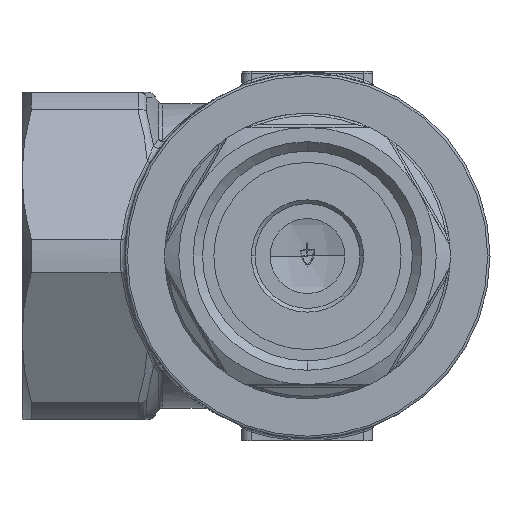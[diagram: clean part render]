
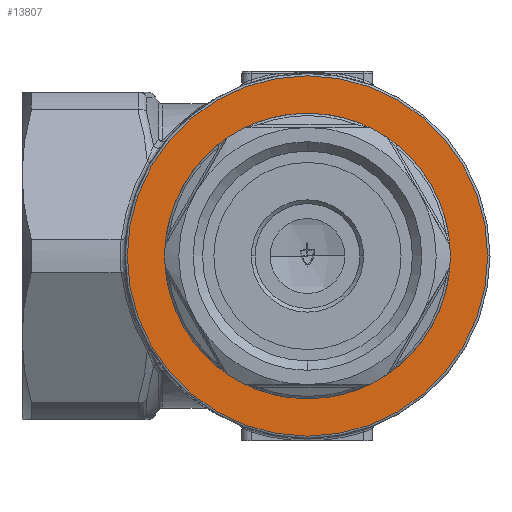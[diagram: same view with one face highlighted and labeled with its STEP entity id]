
A CAD part, front view. The second image highlights one B-rep face of the part: STEP entity #13807.
In plain terms, the highlighted planar face has unit normal (0, -1, 0).
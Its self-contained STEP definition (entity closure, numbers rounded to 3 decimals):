
#1410 = VERTEX_POINT ( 'NONE', #21563 ) ;
#1437 = VERTEX_POINT ( 'NONE', #21590 ) ;
#8348 = VERTEX_POINT ( 'NONE', #31682 ) ;
#8413 = VERTEX_POINT ( 'NONE', #31747 ) ;
#12483 = CIRCLE ( 'NONE', #12488, 25.75 ) ;
#12488 = AXIS2_PLACEMENT_3D ( 'NONE', #33496, #33497, #33498 ) ;
#13765 = EDGE_CURVE ( 'NONE', #8348, #8413, #26726, .T. ) ;
#13770 = EDGE_CURVE ( 'NONE', #1437, #1410, #26732, .T. ) ;
#13782 = EDGE_CURVE ( 'NONE', #8413, #8348, #26742, .T. ) ;
#13807 = ADVANCED_FACE ( 'NONE', ( #16727, #16712 ), #16729, .T. ) ;
#16285 = CARTESIAN_POINT ( 'NONE',  ( 0., 29., 0. ) ) ;
#16286 = DIRECTION ( 'NONE',  ( 0., -1., 0. ) ) ;
#16287 = DIRECTION ( 'NONE',  ( -1., 0., 0. ) ) ;
#16314 = CARTESIAN_POINT ( 'NONE',  ( 0., 29., 0. ) ) ;
#16315 = DIRECTION ( 'NONE',  ( 0., 1., 0. ) ) ;
#16316 = DIRECTION ( 'NONE',  ( -1., 0., 0. ) ) ;
#16387 = CARTESIAN_POINT ( 'NONE',  ( 0., 29., 0. ) ) ;
#16388 = DIRECTION ( 'NONE',  ( 0., -1., 0. ) ) ;
#16389 = DIRECTION ( 'NONE',  ( -1., 0., 0. ) ) ;
#16712 = FACE_OUTER_BOUND ( 'NONE', #20031, .T. ) ;
#16727 = FACE_BOUND ( 'NONE', #20032, .T. ) ;
#16729 = PLANE ( 'NONE',  #26855 ) ;
#16738 = CARTESIAN_POINT ( 'NONE',  ( 0., 29., 0. ) ) ;
#16739 = DIRECTION ( 'NONE',  ( 0., -1., 0. ) ) ;
#16740 = DIRECTION ( 'NONE',  ( -1., 0., 0. ) ) ;
#19745 = EDGE_CURVE ( 'NONE', #1410, #1437, #12483, .T. ) ;
#20031 = EDGE_LOOP ( 'NONE', ( #34293, #34304 ) ) ;
#20032 = EDGE_LOOP ( 'NONE', ( #34310, #34305 ) ) ;
#21563 = CARTESIAN_POINT ( 'NONE',  ( 0., 29., -25.75 ) ) ;
#21590 = CARTESIAN_POINT ( 'NONE',  ( 0., 29., 25.75 ) ) ;
#26726 = CIRCLE ( 'NONE', #26731, 38.5 ) ;
#26731 = AXIS2_PLACEMENT_3D ( 'NONE', #16285, #16286, #16287 ) ;
#26732 = CIRCLE ( 'NONE', #26735, 25.75 ) ;
#26735 = AXIS2_PLACEMENT_3D ( 'NONE', #16314, #16315, #16316 ) ;
#26742 = CIRCLE ( 'NONE', #26743, 38.5 ) ;
#26743 = AXIS2_PLACEMENT_3D ( 'NONE', #16387, #16388, #16389 ) ;
#26855 = AXIS2_PLACEMENT_3D ( 'NONE', #16738, #16739, #16740 ) ;
#31682 = CARTESIAN_POINT ( 'NONE',  ( -38.5, 29., 0. ) ) ;
#31747 = CARTESIAN_POINT ( 'NONE',  ( 38.5, 29., 0. ) ) ;
#33496 = CARTESIAN_POINT ( 'NONE',  ( 0., 29., 0. ) ) ;
#33497 = DIRECTION ( 'NONE',  ( 0., 1., 0. ) ) ;
#33498 = DIRECTION ( 'NONE',  ( -1., 0., 0. ) ) ;
#34293 = ORIENTED_EDGE ( 'NONE', *, *, #13782, .T. ) ;
#34304 = ORIENTED_EDGE ( 'NONE', *, *, #13765, .T. ) ;
#34305 = ORIENTED_EDGE ( 'NONE', *, *, #13770, .T. ) ;
#34310 = ORIENTED_EDGE ( 'NONE', *, *, #19745, .T. ) ;
